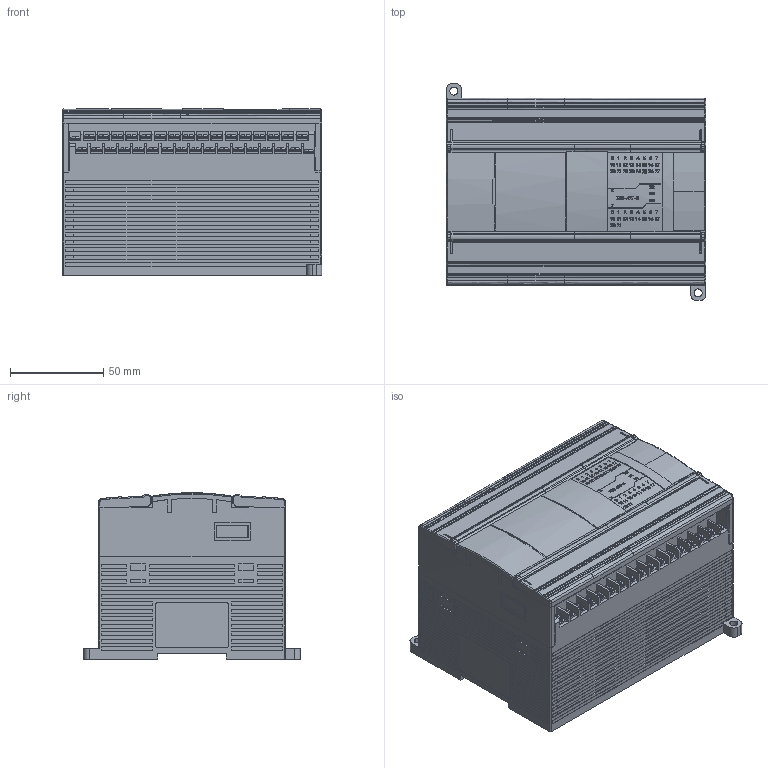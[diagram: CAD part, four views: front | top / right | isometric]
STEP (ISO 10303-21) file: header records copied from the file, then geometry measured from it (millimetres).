
FILE_DESCRIPTION(/* description */ (''),/* implementation_level */ '2;1');
FILE_NAME(/* name */ 'XD3-42~1',/* time_stamp */ '2022-12-05T15:28:57+08:00',/* author */ (''),/* organization */ (''),/* preprocessor_version */ 'ST-DEVELOPER v16.5',/* originating_system */ '',/* authorisation */ '');
FILE_SCHEMA (('CONFIG_CONTROL_DESIGN'));
Length unit declared in the file: millimetre
Products named in the file (1): Document
Bounding box: 138.75 x 116 x 89.09 mm (x, y, z)
Surface area: 116693.3 mm2 (no closed solid volume)
Topology: 0 solids, 91 shells, 3444 faces, 9723 edges, 6477 vertices
Faces by surface type: plane 2401, bspline 645, cylinder 398
Entity records: 144614 total; most frequent: CARTESIAN_POINT 82404, ORIENTED_EDGE 18571, EDGE_CURVE 9675, B_SPLINE_CURVE_WITH_KNOTS 7791, VERTEX_POINT 6477, EDGE_LOOP 3715, ADVANCED_FACE 3444, FACE_OUTER_BOUND 3444
